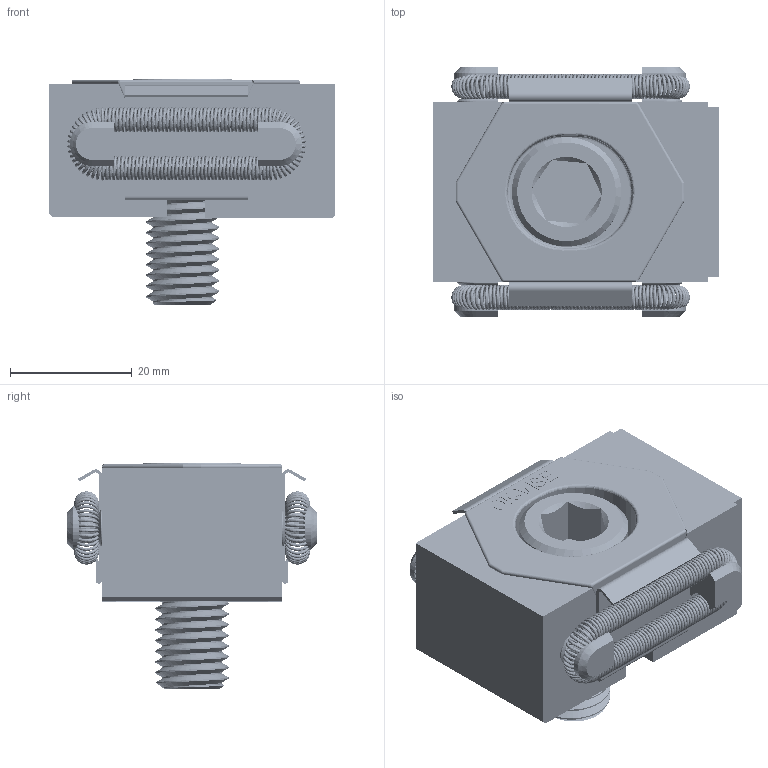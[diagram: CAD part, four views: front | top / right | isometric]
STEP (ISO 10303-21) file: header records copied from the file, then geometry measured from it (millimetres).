
FILE_DESCRIPTION (( 'STEP AP214' ), '1' );
FILE_NAME ('47144.STEP', '2020-01-31T19:11:24', ( 'Mike W' ), ( '' ), 'SwSTEP 2.0', 'SolidWorks 2018', '' );
FILE_SCHEMA (( 'AUTOMOTIVE_DESIGN' ));
Length unit declared in the file: inch
Products named in the file (9): PLDK2-VT-T; M1225MM SHCS_M1225MM SHCS; PLDK2-VT-S_PLDK2-VT-S; 47135_47135; JDK-P_S_D_S_DTY; JDK P S; 47134_47134; 47137_47137; 47144
Assembly tree (10 placements, depth 3):
  47144
    47137_47137  x2
    47134_47134
    47135_47135  x2
      JDK P S
      JDK-P_S_D_S_DTY
    PLDK2-VT-S_PLDK2-VT-S
    M1225MM SHCS_M1225MM SHCS
    PLDK2-VT-T
Bounding box: 46.94 x 41 x 37 mm (x, y, z)
Volume: 30308.8 mm3; surface area: 20147.4 mm2
Topology: 10 solids, 10 shells, 2487 faces, 6735 edges, 4089 vertices
Faces by surface type: bspline 1642, plane 663, cylinder 153, cone 27, torus 2
Entity records: 77686 total; most frequent: CARTESIAN_POINT 30118, ORIENTED_EDGE 7966, DIRECTION 6360, EDGE_CURVE 3983, AXIS2_PLACEMENT_3D 2707, VERTEX_POINT 2445, CIRCLE 2046, EDGE_LOOP 1500
